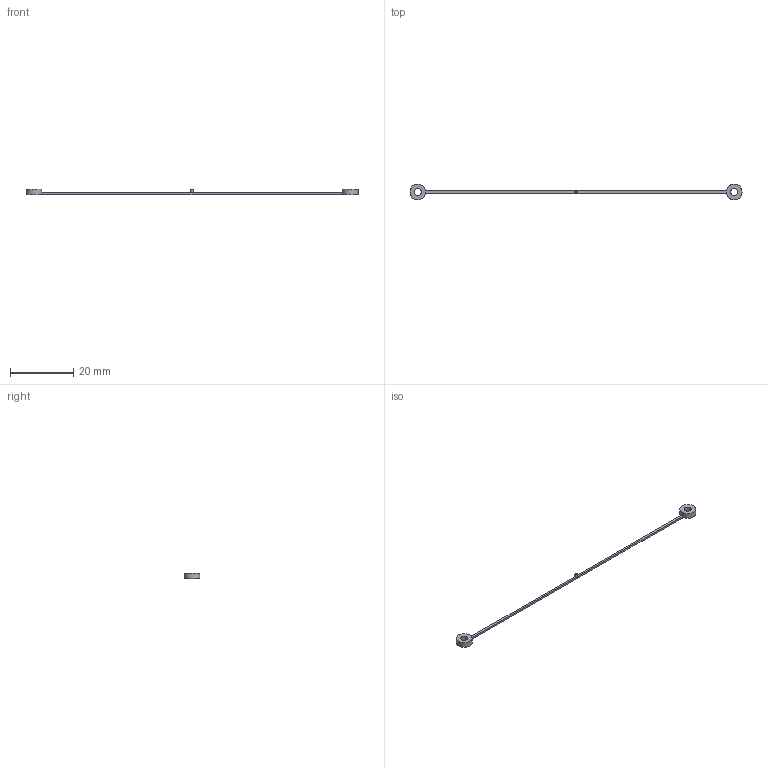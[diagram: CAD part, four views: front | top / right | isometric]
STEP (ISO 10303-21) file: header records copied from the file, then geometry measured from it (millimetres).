
FILE_DESCRIPTION(('FreeCAD Model'),'2;1');
FILE_NAME('bowtie_prototype_1_cut.step', '2019-05-01T11:07:06',('Author'),(''), 'Open CASCADE STEP processor 7.3','FreeCAD','Unknown');
FILE_SCHEMA(('AUTOMOTIVE_DESIGN { 1 0 10303 214 1 1 1 1 }'));
Length unit declared in the file: millimetre
Products named in the file (1): Cut004
Bounding box: 105 x 5 x 1.8 mm (x, y, z)
Volume: 100 mm3; surface area: 404.4 mm2
Topology: 1 solids, 1 shells, 20 faces, 49 edges, 30 vertices
Faces by surface type: plane 13, cylinder 7
Full cylindrical faces by diameter (mm): 0.33 x1, 0.4 x1, 0.7 x1, 2.2 x2, 5 x2
Entity records: 1507 total; most frequent: CARTESIAN_POINT 339, DIRECTION 200, ORIENTED_EDGE 98, PCURVE 98, DEFINITIONAL_REPRESENTATION 98, LINE 77, VECTOR 77, CIRCLE 55
